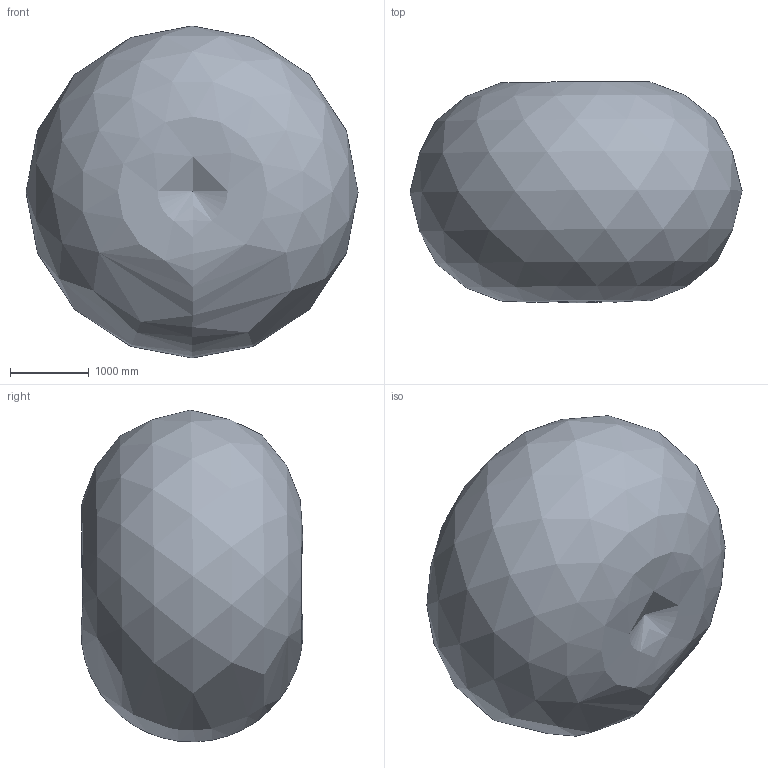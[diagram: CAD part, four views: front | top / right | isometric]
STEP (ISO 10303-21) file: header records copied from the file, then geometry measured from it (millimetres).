
FILE_DESCRIPTION(/* description */ ('','CAx-IF Rec.Pracs.---Representation and Presentation of Product Manufacturing Information (PMI)---4.0---2014-10-13'),/* implementation_level */ '2;1');
FILE_NAME(/* name */ 'tensioner.step',/* time_stamp */ '2025-06-18T17:34:50+05:30',/* author */ (''),/* organization */ (''),/* preprocessor_version */ 'ST-DEVELOPER v20',/* originating_system */ 'Autodesk Translation Framework v13.20.0.188',/* authorisation */ '');
FILE_SCHEMA (('AP242_MANAGED_MODEL_BASED_3D_ENGINEERING_MIM_LF { 1 0 10303 442 1 1 4 }'));
Length unit declared in the file: millimetre
Products named in the file (1): tensioner
Bounding box: 4223.75 x 2821.17 x 4223 mm (x, y, z)
Surface area: 47769154.5 mm2 (no closed solid volume)
Topology: 0 solids, 6 shells, 231 faces, 789 edges, 545 vertices
Faces by surface type: plane 91, cylinder 53, cone 48, bspline 23, torus 15, sphere 1
Full cylindrical faces by diameter (mm): 2.2 x1
Entity records: 23017 total; most frequent: CARTESIAN_POINT 16705, ORIENTED_EDGE 1498, DIRECTION 1056, EDGE_CURVE 767, VERTEX_POINT 545, AXIS2_PLACEMENT_3D 360, LINE 336, VECTOR 336
